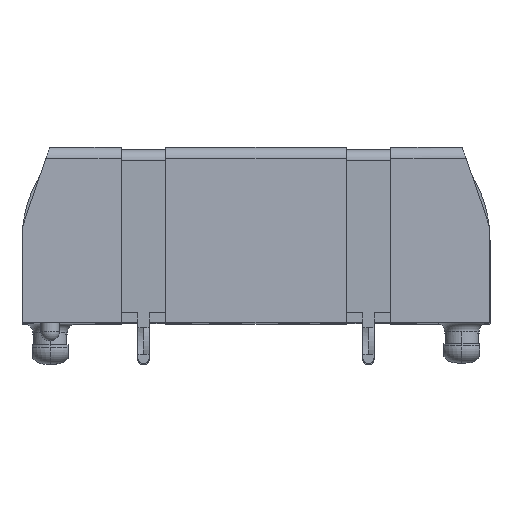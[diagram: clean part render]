
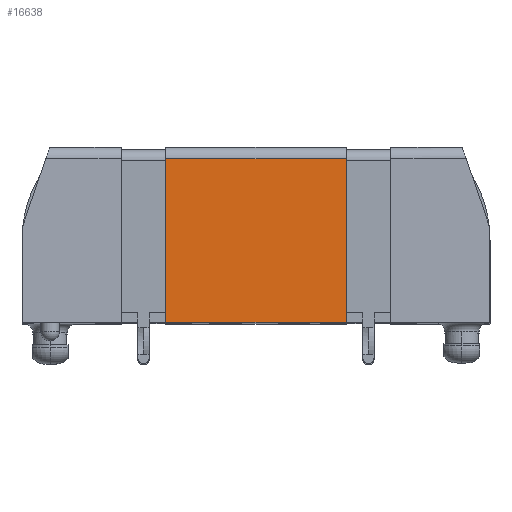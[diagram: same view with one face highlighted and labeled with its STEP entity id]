
A CAD part, top view. The second image highlights one B-rep face of the part: STEP entity #16638.
In plain terms, the highlighted planar face has unit normal (0, 0.018, 1).
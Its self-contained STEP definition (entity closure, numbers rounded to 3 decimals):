
#16430 = EDGE_CURVE ( 'NONE', #16461, #16433, #42368, .T. ) ;
#16433 = VERTEX_POINT ( 'NONE', #42360 ) ;
#16460 = EDGE_CURVE ( 'NONE', #16461, #16467, #42438, .T. ) ;
#16461 = VERTEX_POINT ( 'NONE', #42434 ) ;
#16467 = VERTEX_POINT ( 'NONE', #42477 ) ;
#16503 = ORIENTED_EDGE ( 'NONE', *, *, #16430, .F. ) ;
#16517 = ORIENTED_EDGE ( 'NONE', *, *, #16579, .F. ) ;
#16564 = ORIENTED_EDGE ( 'NONE', *, *, #16565, .F. ) ;
#16565 = EDGE_CURVE ( 'NONE', #16567, #16467, #42734, .T. ) ;
#16567 = VERTEX_POINT ( 'NONE', #42730 ) ;
#16579 = EDGE_CURVE ( 'NONE', #16433, #16567, #42766, .T. ) ;
#16595 = ORIENTED_EDGE ( 'NONE', *, *, #16460, .T. ) ;
#16638 = ADVANCED_FACE ( 'NONE', ( #42941 ), #42974, .T. ) ;
#20780 = EDGE_LOOP ( 'NONE', ( #16503, #16595, #16564, #16517 ) ) ;
#42360 = CARTESIAN_POINT ( 'NONE',  ( 7.57, -11.134, 40.936 ) ) ;
#42365 = DIRECTION ( 'NONE',  ( 0., -1., 0.017 ) ) ;
#42366 = VECTOR ( 'NONE', #42365, 1000. ) ;
#42367 = CARTESIAN_POINT ( 'NONE',  ( 7.57, -12.811, 40.965 ) ) ;
#42368 = LINE ( 'NONE', #42367, #42366 ) ;
#42434 = CARTESIAN_POINT ( 'NONE',  ( 7.57, 2.777, 40.693 ) ) ;
#42435 = DIRECTION ( 'NONE',  ( -1., 0., 0. ) ) ;
#42436 = VECTOR ( 'NONE', #42435, 1000. ) ;
#42437 = CARTESIAN_POINT ( 'NONE',  ( -7.746, 2.777, 40.693 ) ) ;
#42438 = LINE ( 'NONE', #42437, #42436 ) ;
#42477 = CARTESIAN_POINT ( 'NONE',  ( -7.746, 2.777, 40.693 ) ) ;
#42730 = CARTESIAN_POINT ( 'NONE',  ( -7.746, -11.134, 40.936 ) ) ;
#42731 = DIRECTION ( 'NONE',  ( 0., 1., -0.017 ) ) ;
#42732 = VECTOR ( 'NONE', #42731, 1000. ) ;
#42733 = CARTESIAN_POINT ( 'NONE',  ( -7.746, -12.811, 40.965 ) ) ;
#42734 = LINE ( 'NONE', #42733, #42732 ) ;
#42763 = DIRECTION ( 'NONE',  ( -1., 0., 0. ) ) ;
#42764 = VECTOR ( 'NONE', #42763, 1000. ) ;
#42765 = CARTESIAN_POINT ( 'NONE',  ( -17.606, -11.134, 40.936 ) ) ;
#42766 = LINE ( 'NONE', #42765, #42764 ) ;
#42941 = FACE_OUTER_BOUND ( 'NONE', #20780, .T. ) ;
#42970 = DIRECTION ( 'NONE',  ( 0., -1., 0.017 ) ) ;
#42971 = DIRECTION ( 'NONE',  ( 0., 0.017, 1. ) ) ;
#42972 = CARTESIAN_POINT ( 'NONE',  ( -17.606, -12.811, 40.965 ) ) ;
#42973 = AXIS2_PLACEMENT_3D ( 'NONE', #42972, #42971, #42970 ) ;
#42974 = PLANE ( 'NONE',  #42973 ) ;
